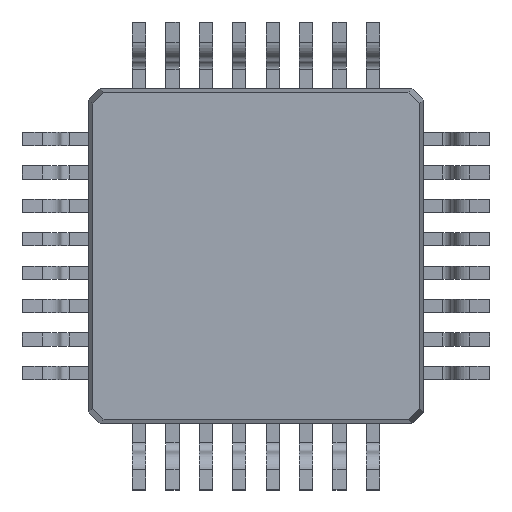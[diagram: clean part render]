
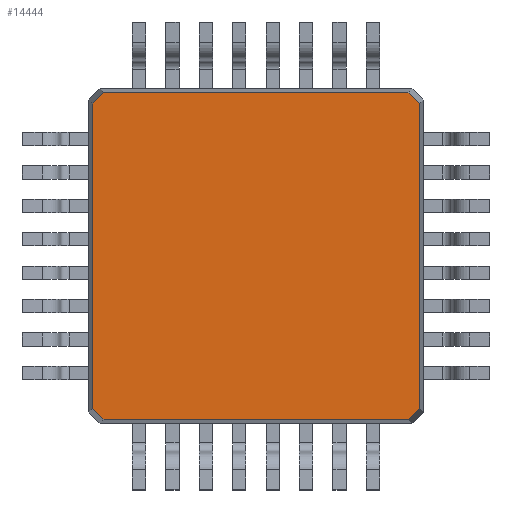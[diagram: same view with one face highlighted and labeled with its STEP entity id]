
A CAD part, front view. The second image highlights one B-rep face of the part: STEP entity #14444.
In plain terms, the highlighted planar face has unit normal (0, -1, 0).
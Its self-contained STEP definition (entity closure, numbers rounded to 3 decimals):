
#409 = CARTESIAN_POINT ( 'NONE',  ( 2.444, -0.525, 0. ) ) ;
#622 = VECTOR ( 'NONE', #8572, 1000. ) ;
#683 = ORIENTED_EDGE ( 'NONE', *, *, #12310, .F. ) ;
#688 = EDGE_CURVE ( 'NONE', #3113, #7115, #6339, .T. ) ;
#960 = VECTOR ( 'NONE', #10150, 1000. ) ;
#1648 = VECTOR ( 'NONE', #13021, 1000. ) ;
#1860 = CARTESIAN_POINT ( 'NONE',  ( 2.444, -0.525, -2.273 ) ) ;
#1868 = LINE ( 'NONE', #9917, #5452 ) ;
#2092 = CARTESIAN_POINT ( 'NONE',  ( 2.444, -0.525, -2.273 ) ) ;
#2582 = LINE ( 'NONE', #14569, #9712 ) ;
#2863 = PLANE ( 'NONE',  #11551 ) ;
#2887 = VERTEX_POINT ( 'NONE', #9932 ) ;
#3113 = VERTEX_POINT ( 'NONE', #6870 ) ;
#3351 = CARTESIAN_POINT ( 'NONE',  ( -2.273, -0.525, -2.444 ) ) ;
#3638 = CARTESIAN_POINT ( 'NONE',  ( 2.276, -0.525, -2.444 ) ) ;
#3696 = ORIENTED_EDGE ( 'NONE', *, *, #6629, .F. ) ;
#4106 = CARTESIAN_POINT ( 'NONE',  ( -2.276, -0.525, 2.444 ) ) ;
#4196 = CARTESIAN_POINT ( 'NONE',  ( -2.273, -0.525, -2.444 ) ) ;
#4203 = ORIENTED_EDGE ( 'NONE', *, *, #13412, .F. ) ;
#4438 = ORIENTED_EDGE ( 'NONE', *, *, #13590, .F. ) ;
#4933 = LINE ( 'NONE', #10158, #12673 ) ;
#4940 = EDGE_LOOP ( 'NONE', ( #4203, #683, #8911, #3696, #6741, #7818, #4438, #7161 ) ) ;
#5062 = CARTESIAN_POINT ( 'NONE',  ( 0., -0.525, 0. ) ) ;
#5452 = VECTOR ( 'NONE', #14357, 1000. ) ;
#5878 = LINE ( 'NONE', #4196, #9258 ) ;
#6111 = EDGE_CURVE ( 'NONE', #2887, #9197, #1868, .T. ) ;
#6190 = DIRECTION ( 'NONE',  ( 0., 0., 1. ) ) ;
#6239 = EDGE_CURVE ( 'NONE', #8809, #2887, #14011, .T. ) ;
#6339 = LINE ( 'NONE', #9918, #622 ) ;
#6629 = EDGE_CURVE ( 'NONE', #9197, #8299, #12520, .T. ) ;
#6741 = ORIENTED_EDGE ( 'NONE', *, *, #6111, .F. ) ;
#6870 = CARTESIAN_POINT ( 'NONE',  ( -2.444, -0.525, -2.276 ) ) ;
#7115 = VERTEX_POINT ( 'NONE', #8632 ) ;
#7161 = ORIENTED_EDGE ( 'NONE', *, *, #688, .F. ) ;
#7347 = DIRECTION ( 'NONE',  ( 0., 1., 0. ) ) ;
#7715 = DIRECTION ( 'NONE',  ( -1., 0., 0. ) ) ;
#7818 = ORIENTED_EDGE ( 'NONE', *, *, #6239, .F. ) ;
#8299 = VERTEX_POINT ( 'NONE', #1860 ) ;
#8572 = DIRECTION ( 'NONE',  ( 0., 0., 1. ) ) ;
#8632 = CARTESIAN_POINT ( 'NONE',  ( -2.444, -0.525, 2.273 ) ) ;
#8809 = VERTEX_POINT ( 'NONE', #4106 ) ;
#8911 = ORIENTED_EDGE ( 'NONE', *, *, #10542, .F. ) ;
#9197 = VERTEX_POINT ( 'NONE', #9473 ) ;
#9258 = VECTOR ( 'NONE', #9927, 1000. ) ;
#9473 = CARTESIAN_POINT ( 'NONE',  ( 2.444, -0.525, 2.276 ) ) ;
#9712 = VECTOR ( 'NONE', #7715, 1000. ) ;
#9917 = CARTESIAN_POINT ( 'NONE',  ( 2.273, -0.525, 2.444 ) ) ;
#9918 = CARTESIAN_POINT ( 'NONE',  ( -2.444, -0.525, 0. ) ) ;
#9927 = DIRECTION ( 'NONE',  ( -0.712, 0., 0.702 ) ) ;
#9932 = CARTESIAN_POINT ( 'NONE',  ( 2.273, -0.525, 2.444 ) ) ;
#10150 = DIRECTION ( 'NONE',  ( 1., 0., 0. ) ) ;
#10158 = CARTESIAN_POINT ( 'NONE',  ( -2.444, -0.525, 2.273 ) ) ;
#10542 = EDGE_CURVE ( 'NONE', #8299, #12493, #12622, .T. ) ;
#11243 = CARTESIAN_POINT ( 'NONE',  ( 0., -0.525, 2.444 ) ) ;
#11551 = AXIS2_PLACEMENT_3D ( 'NONE', #5062, #7347, #6190 ) ;
#12310 = EDGE_CURVE ( 'NONE', #12493, #12389, #2582, .T. ) ;
#12389 = VERTEX_POINT ( 'NONE', #3351 ) ;
#12493 = VERTEX_POINT ( 'NONE', #3638 ) ;
#12520 = LINE ( 'NONE', #409, #1648 ) ;
#12622 = LINE ( 'NONE', #2092, #13526 ) ;
#12673 = VECTOR ( 'NONE', #14819, 1000. ) ;
#13021 = DIRECTION ( 'NONE',  ( 0., 0., -1. ) ) ;
#13412 = EDGE_CURVE ( 'NONE', #12389, #3113, #5878, .T. ) ;
#13526 = VECTOR ( 'NONE', #14517, 1000. ) ;
#13590 = EDGE_CURVE ( 'NONE', #7115, #8809, #4933, .T. ) ;
#14011 = LINE ( 'NONE', #11243, #960 ) ;
#14357 = DIRECTION ( 'NONE',  ( 0.712, 0., -0.702 ) ) ;
#14444 = ADVANCED_FACE ( 'NONE', ( #14715 ), #2863, .F. ) ;
#14517 = DIRECTION ( 'NONE',  ( -0.702, 0., -0.712 ) ) ;
#14569 = CARTESIAN_POINT ( 'NONE',  ( 0., -0.525, -2.444 ) ) ;
#14715 = FACE_OUTER_BOUND ( 'NONE', #4940, .T. ) ;
#14819 = DIRECTION ( 'NONE',  ( 0.702, 0., 0.712 ) ) ;
